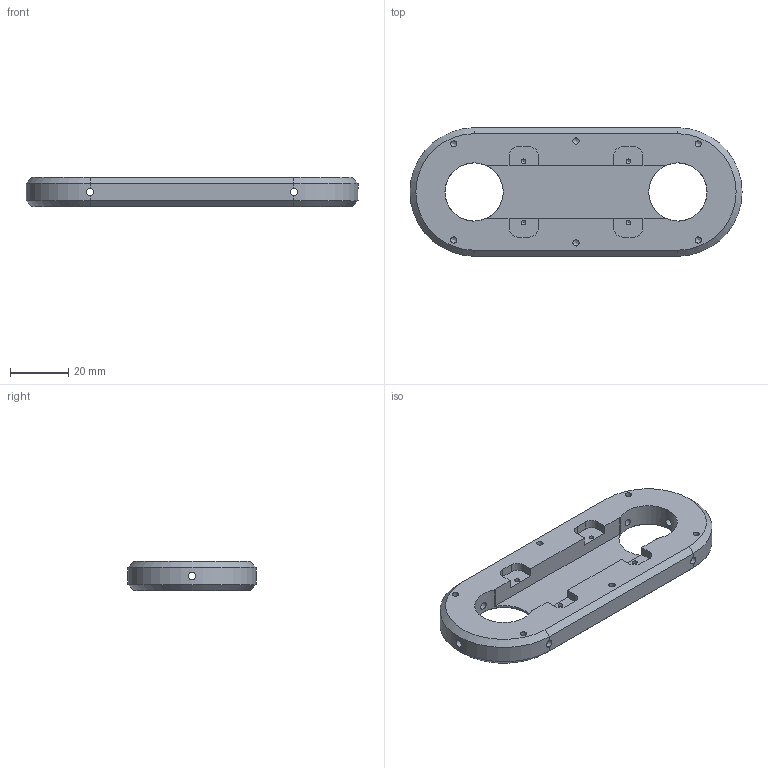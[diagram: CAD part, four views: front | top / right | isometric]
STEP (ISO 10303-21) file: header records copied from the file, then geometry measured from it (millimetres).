
FILE_DESCRIPTION(/* description */ ('STEP AP242','CAx-IF Rec.Pracs.---Representation and Presentation of Product Manufacturing Information (PMI)---4.0---2014-10-13','CAx-IF Rec.Pracs.---3D Tessellated Geometry---0.4---2014-09-14','2;1'),/* implementation_level */ '2;1');
FILE_NAME(/* name */ '662637635aa91e52dd6631d2',/* time_stamp */ '2024-04-22T10:09:40Z',/* author */ (''),/* organization */ (''),/* preprocessor_version */ 'ST-DEVELOPER v20',/* originating_system */ ' ',/* authorisation */ ' ');
FILE_SCHEMA (('AP242_MANAGED_MODEL_BASED_3D_ENGINEERING_MIM_LF { 1 0 10303 442 1 1 4 }'));
Length unit declared in the file: metre
Products named in the file (1): Part 1
Bounding box: 114 x 44 x 10 mm (x, y, z)
Volume: 27821.3 mm3; surface area: 13039.6 mm2
Topology: 1 solids, 1 shells, 79 faces, 230 edges, 149 vertices
Faces by surface type: cylinder 34, plane 29, cone 16
Full cylindrical faces by diameter (mm): 1.657 x4, 2.113 x6, 2.571 x6, 20 x2, 36 x2
Entity records: 2392 total; most frequent: CARTESIAN_POINT 490, DIRECTION 388, ORIENTED_EDGE 344, EDGE_CURVE 172, AXIS2_PLACEMENT_3D 148, VERTEX_POINT 134, FACE_BOUND 134, EDGE_LOOP 124
